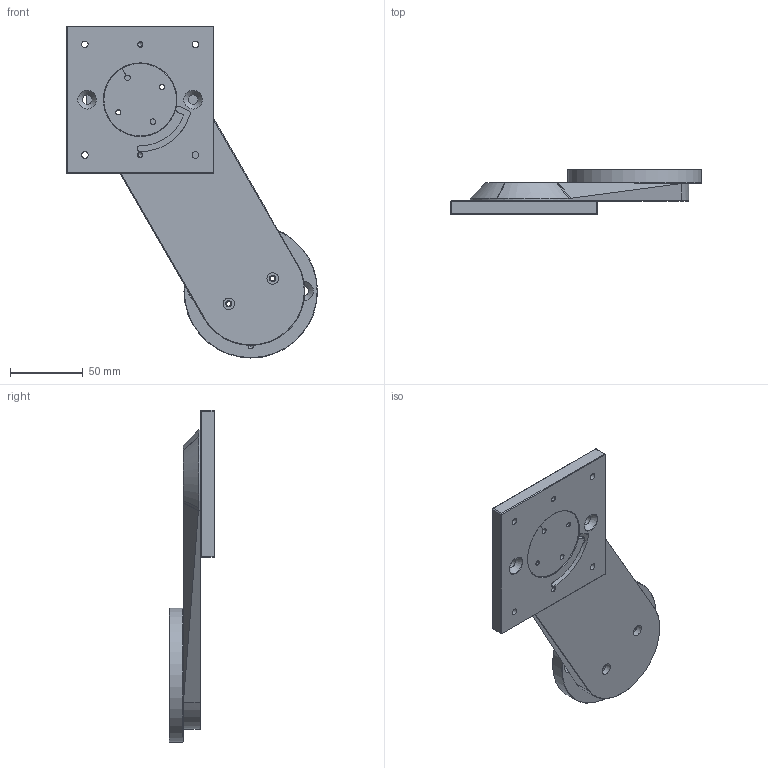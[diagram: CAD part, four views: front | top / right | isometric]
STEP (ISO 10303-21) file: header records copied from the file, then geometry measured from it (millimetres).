
FILE_DESCRIPTION (( 'STEP AP203' ), '1' );
FILE_NAME ('213-20B.STEP', '2020-09-15T21:57:28', ( '' ), ( '' ), 'SwSTEP 2.0', 'SolidWorks 2019', '' );
FILE_SCHEMA (( 'CONFIG_CONTROL_DESIGN' ));
Products named in the file (1): 213-20B
Bounding box: 173.04 x 31.45 x 228.82 mm (x, y, z)
Volume: 293961.2 mm3; surface area: 79614.6 mm2
Topology: 1 solids, 1 shells, 1501 faces, 4056 edges, 2677 vertices
Faces by surface type: plane 659, bspline 653, cylinder 138, cone 51
Full cylindrical faces by diameter (mm): 3.175 x2, 3.188 x6, 3.454 x4, 3.797 x4, 4.305 x4, 4.496 x4, 5.41 x2, 6.731 x3, 6.756 x2, 7.145 x4, 7.937 x4, 8.433 x4, 12.878 x2, 13.487 x2, 47.6 x2, 50.546 x2, 92.075 x1
Entity records: 82700 total; most frequent: CARTESIAN_POINT 49494, ORIENTED_EDGE 7890, DIRECTION 4757, EDGE_CURVE 3945, VERTEX_POINT 2651, VECTOR 2173, LINE 2173, EDGE_LOOP 1738
